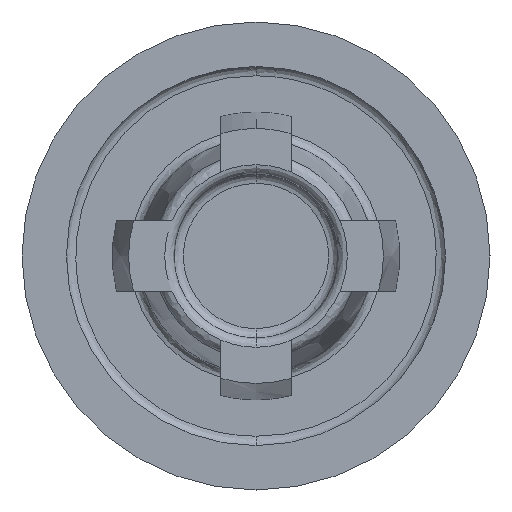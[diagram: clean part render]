
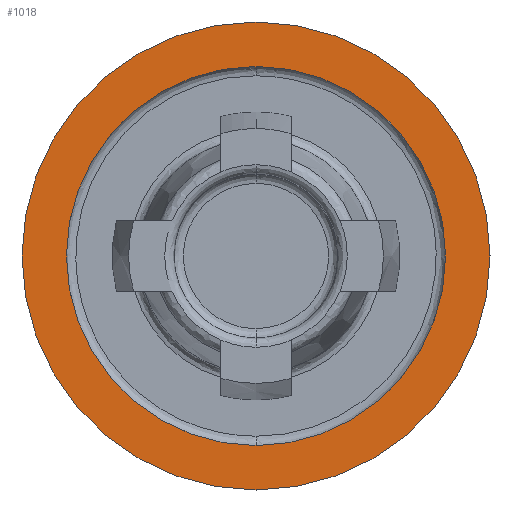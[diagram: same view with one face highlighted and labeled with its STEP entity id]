
A CAD part, front view. The second image highlights one B-rep face of the part: STEP entity #1018.
In plain terms, the highlighted planar face has unit normal (0, -1, 0).
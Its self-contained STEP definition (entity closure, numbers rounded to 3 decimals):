
#68 = EDGE_LOOP ( 'NONE', ( #816, #825 ) ) ;
#97 = ORIENTED_EDGE ( 'NONE', *, *, #1158, .F. ) ;
#166 = CARTESIAN_POINT ( 'NONE',  ( 5., 5., 0. ) ) ;
#184 = CARTESIAN_POINT ( 'NONE',  ( 0., 5., 0. ) ) ;
#190 = FACE_BOUND ( 'NONE', #68, .T. ) ;
#194 = CARTESIAN_POINT ( 'NONE',  ( 0., 5., 5. ) ) ;
#396 = CIRCLE ( 'NONE', #1822, 5. ) ;
#515 = VERTEX_POINT ( 'NONE', #1042 ) ;
#544 = EDGE_CURVE ( 'NONE', #1481, #1682, #2044, .T. ) ;
#672 = CARTESIAN_POINT ( 'NONE',  ( 0., 5., 0. ) ) ;
#771 = AXIS2_PLACEMENT_3D ( 'NONE', #184, #1207, #1864 ) ;
#782 = AXIS2_PLACEMENT_3D ( 'NONE', #1884, #1202, #876 ) ;
#799 = CARTESIAN_POINT ( 'NONE',  ( 0., 5., 4.05 ) ) ;
#816 = ORIENTED_EDGE ( 'NONE', *, *, #544, .F. ) ;
#825 = ORIENTED_EDGE ( 'NONE', *, *, #1504, .F. ) ;
#876 = DIRECTION ( 'NONE',  ( 0., 0., -1. ) ) ;
#903 = DIRECTION ( 'NONE',  ( 0., -1., 0. ) ) ;
#943 = AXIS2_PLACEMENT_3D ( 'NONE', #166, #1842, #2193 ) ;
#990 = DIRECTION ( 'NONE',  ( 0., 0., -1. ) ) ;
#992 = PLANE ( 'NONE',  #943 ) ;
#1018 = ADVANCED_FACE ( 'NONE', ( #190, #1140 ), #992, .F. ) ;
#1042 = CARTESIAN_POINT ( 'NONE',  ( 0., 5., -5. ) ) ;
#1140 = FACE_OUTER_BOUND ( 'NONE', #2069, .T. ) ;
#1157 = ORIENTED_EDGE ( 'NONE', *, *, #1879, .F. ) ;
#1158 = EDGE_CURVE ( 'NONE', #1442, #515, #1985, .T. ) ;
#1202 = DIRECTION ( 'NONE',  ( 0., 1., 0. ) ) ;
#1207 = DIRECTION ( 'NONE',  ( 0., -1., 0. ) ) ;
#1442 = VERTEX_POINT ( 'NONE', #194 ) ;
#1481 = VERTEX_POINT ( 'NONE', #1915 ) ;
#1501 = AXIS2_PLACEMENT_3D ( 'NONE', #1924, #903, #2089 ) ;
#1504 = EDGE_CURVE ( 'NONE', #1682, #1481, #1801, .T. ) ;
#1682 = VERTEX_POINT ( 'NONE', #799 ) ;
#1801 = CIRCLE ( 'NONE', #1501, 4.05 ) ;
#1822 = AXIS2_PLACEMENT_3D ( 'NONE', #672, #2003, #990 ) ;
#1842 = DIRECTION ( 'NONE',  ( 0., 1., 0. ) ) ;
#1864 = DIRECTION ( 'NONE',  ( 0., 0., -1. ) ) ;
#1879 = EDGE_CURVE ( 'NONE', #515, #1442, #396, .T. ) ;
#1884 = CARTESIAN_POINT ( 'NONE',  ( 0., 5., 0. ) ) ;
#1915 = CARTESIAN_POINT ( 'NONE',  ( 0., 5., -4.05 ) ) ;
#1924 = CARTESIAN_POINT ( 'NONE',  ( 0., 5., 0. ) ) ;
#1985 = CIRCLE ( 'NONE', #782, 5. ) ;
#2003 = DIRECTION ( 'NONE',  ( 0., 1., 0. ) ) ;
#2044 = CIRCLE ( 'NONE', #771, 4.05 ) ;
#2069 = EDGE_LOOP ( 'NONE', ( #1157, #97 ) ) ;
#2089 = DIRECTION ( 'NONE',  ( 0., 0., -1. ) ) ;
#2193 = DIRECTION ( 'NONE',  ( 0., 0., 1. ) ) ;
